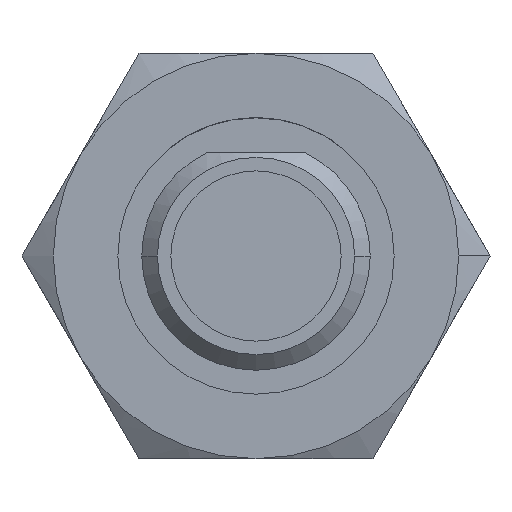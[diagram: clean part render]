
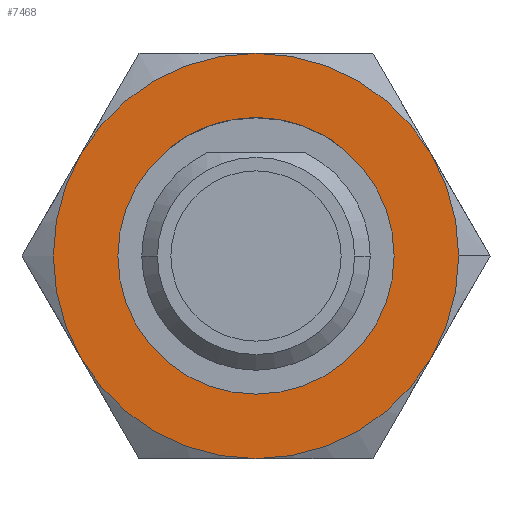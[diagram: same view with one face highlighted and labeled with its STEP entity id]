
A CAD part, left-side view. The second image highlights one B-rep face of the part: STEP entity #7468.
In plain terms, the highlighted planar face has unit normal (-1, 0, 0).
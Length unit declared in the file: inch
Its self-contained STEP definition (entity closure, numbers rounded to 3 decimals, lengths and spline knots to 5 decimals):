
#18 = DIRECTION ( 'NONE',  ( 0., 0., 1. ) ) ;
#28 = CIRCLE ( 'NONE', #6818, 0.21654 ) ;
#76 = VERTEX_POINT ( 'NONE', #124 ) ;
#124 = CARTESIAN_POINT ( 'NONE',  ( 0.44488, 0., -0.21654 ) ) ;
#172 = CIRCLE ( 'NONE', #3817, 0.14764 ) ;
#191 = AXIS2_PLACEMENT_3D ( 'NONE', #3435, #6038, #5406 ) ;
#322 = AXIS2_PLACEMENT_3D ( 'NONE', #6181, #8140, #6437 ) ;
#397 = CARTESIAN_POINT ( 'NONE',  ( 0.44488, 0.18753, -0.10827 ) ) ;
#498 = CARTESIAN_POINT ( 'NONE',  ( 0.44488, 0., 0. ) ) ;
#660 = CARTESIAN_POINT ( 'NONE',  ( 0.44488, 0., 0. ) ) ;
#662 = FACE_OUTER_BOUND ( 'NONE', #6789, .T. ) ;
#664 = CARTESIAN_POINT ( 'NONE',  ( 0.44488, -0.14764, 0. ) ) ;
#668 = EDGE_CURVE ( 'NONE', #8322, #4329, #4428, .T. ) ;
#707 = CARTESIAN_POINT ( 'NONE',  ( 0.44488, 0., 0.21654 ) ) ;
#738 = EDGE_CURVE ( 'NONE', #3836, #8205, #5525, .T. ) ;
#752 = CARTESIAN_POINT ( 'NONE',  ( 0.44488, -0.18753, -0.10827 ) ) ;
#870 = ORIENTED_EDGE ( 'NONE', *, *, #6790, .T. ) ;
#1339 = DIRECTION ( 'NONE',  ( 0., 0., 1. ) ) ;
#1356 = ORIENTED_EDGE ( 'NONE', *, *, #6555, .T. ) ;
#1373 = AXIS2_PLACEMENT_3D ( 'NONE', #498, #1595, #4952 ) ;
#1595 = DIRECTION ( 'NONE',  ( -1., 0., 0. ) ) ;
#1686 = EDGE_LOOP ( 'NONE', ( #870, #4925 ) ) ;
#1893 = DIRECTION ( 'NONE',  ( -1., 0., 0. ) ) ;
#2114 = DIRECTION ( 'NONE',  ( -1., 0., 0. ) ) ;
#2308 = VERTEX_POINT ( 'NONE', #2835 ) ;
#2421 = DIRECTION ( 'NONE',  ( 1., 0., 0. ) ) ;
#2835 = CARTESIAN_POINT ( 'NONE',  ( 0.44488, -0.18753, 0.10827 ) ) ;
#3209 = ORIENTED_EDGE ( 'NONE', *, *, #4306, .T. ) ;
#3240 = CARTESIAN_POINT ( 'NONE',  ( 0.44488, 0., 0. ) ) ;
#3357 = DIRECTION ( 'NONE',  ( 0., 0., -1. ) ) ;
#3435 = CARTESIAN_POINT ( 'NONE',  ( 0.44488, 0., 0. ) ) ;
#3611 = CARTESIAN_POINT ( 'NONE',  ( 0.44488, 0., 0. ) ) ;
#3709 = CARTESIAN_POINT ( 'NONE',  ( 0.44488, 0.18753, 0.10827 ) ) ;
#3765 = AXIS2_PLACEMENT_3D ( 'NONE', #3240, #5847, #1339 ) ;
#3817 = AXIS2_PLACEMENT_3D ( 'NONE', #8291, #2421, #7744 ) ;
#3836 = VERTEX_POINT ( 'NONE', #4669 ) ;
#4107 = DIRECTION ( 'NONE',  ( 0., 0.866, -0.5 ) ) ;
#4120 = CIRCLE ( 'NONE', #322, 0.21654 ) ;
#4306 = EDGE_CURVE ( 'NONE', #76, #8374, #5350, .T. ) ;
#4329 = VERTEX_POINT ( 'NONE', #3709 ) ;
#4358 = CIRCLE ( 'NONE', #1373, 0.21654 ) ;
#4428 = CIRCLE ( 'NONE', #6332, 0.21654 ) ;
#4663 = CARTESIAN_POINT ( 'NONE',  ( 0.44488, 0., 0. ) ) ;
#4669 = CARTESIAN_POINT ( 'NONE',  ( 0.44488, 0.14764, 0. ) ) ;
#4703 = AXIS2_PLACEMENT_3D ( 'NONE', #3611, #5588, #5753 ) ;
#4809 = ORIENTED_EDGE ( 'NONE', *, *, #4870, .T. ) ;
#4870 = EDGE_CURVE ( 'NONE', #8374, #5630, #6574, .T. ) ;
#4925 = ORIENTED_EDGE ( 'NONE', *, *, #738, .F. ) ;
#4952 = DIRECTION ( 'NONE',  ( 0., -0.866, 0.5 ) ) ;
#5040 = CIRCLE ( 'NONE', #6401, 0.21654 ) ;
#5197 = CARTESIAN_POINT ( 'NONE',  ( 0.44488, 0., 0. ) ) ;
#5335 = CARTESIAN_POINT ( 'NONE',  ( 0.44488, -0.21654, 0. ) ) ;
#5350 = CIRCLE ( 'NONE', #6839, 0.21654 ) ;
#5406 = DIRECTION ( 'NONE',  ( 0., -0.866, -0.5 ) ) ;
#5490 = EDGE_CURVE ( 'NONE', #4329, #6376, #4120, .T. ) ;
#5525 = CIRCLE ( 'NONE', #4703, 0.14764 ) ;
#5588 = DIRECTION ( 'NONE',  ( -1., 0., 0. ) ) ;
#5630 = VERTEX_POINT ( 'NONE', #5335 ) ;
#5753 = DIRECTION ( 'NONE',  ( 0., 1., 0. ) ) ;
#5846 = DIRECTION ( 'NONE',  ( -1., 0., 0. ) ) ;
#5847 = DIRECTION ( 'NONE',  ( -1., 0., 0. ) ) ;
#5907 = EDGE_CURVE ( 'NONE', #6376, #76, #5040, .T. ) ;
#6038 = DIRECTION ( 'NONE',  ( -1., 0., 0. ) ) ;
#6114 = EDGE_CURVE ( 'NONE', #2308, #8322, #4358, .T. ) ;
#6181 = CARTESIAN_POINT ( 'NONE',  ( 0.44488, 0., 0. ) ) ;
#6332 = AXIS2_PLACEMENT_3D ( 'NONE', #660, #5846, #18 ) ;
#6376 = VERTEX_POINT ( 'NONE', #397 ) ;
#6401 = AXIS2_PLACEMENT_3D ( 'NONE', #4663, #2114, #4107 ) ;
#6437 = DIRECTION ( 'NONE',  ( 0., 0.866, 0.5 ) ) ;
#6555 = EDGE_CURVE ( 'NONE', #5630, #2308, #28, .T. ) ;
#6574 = CIRCLE ( 'NONE', #191, 0.21654 ) ;
#6733 = ORIENTED_EDGE ( 'NONE', *, *, #6114, .T. ) ;
#6789 = EDGE_LOOP ( 'NONE', ( #6733, #6928, #7857, #7749, #3209, #4809, #1356 ) ) ;
#6790 = EDGE_CURVE ( 'NONE', #3836, #8205, #172, .T. ) ;
#6818 = AXIS2_PLACEMENT_3D ( 'NONE', #5197, #7708, #7070 ) ;
#6839 = AXIS2_PLACEMENT_3D ( 'NONE', #6949, #1893, #3357 ) ;
#6928 = ORIENTED_EDGE ( 'NONE', *, *, #668, .T. ) ;
#6949 = CARTESIAN_POINT ( 'NONE',  ( 0.44488, 0., 0. ) ) ;
#7070 = DIRECTION ( 'NONE',  ( 0., -0.866, -0.5 ) ) ;
#7127 = PLANE ( 'NONE',  #3765 ) ;
#7468 = ADVANCED_FACE ( 'NONE', ( #7763, #662 ), #7127, .T. ) ;
#7708 = DIRECTION ( 'NONE',  ( -1., 0., 0. ) ) ;
#7744 = DIRECTION ( 'NONE',  ( 0., 1., 0. ) ) ;
#7749 = ORIENTED_EDGE ( 'NONE', *, *, #5907, .T. ) ;
#7763 = FACE_BOUND ( 'NONE', #1686, .T. ) ;
#7857 = ORIENTED_EDGE ( 'NONE', *, *, #5490, .T. ) ;
#8140 = DIRECTION ( 'NONE',  ( -1., 0., 0. ) ) ;
#8205 = VERTEX_POINT ( 'NONE', #664 ) ;
#8291 = CARTESIAN_POINT ( 'NONE',  ( 0.44488, 0., 0. ) ) ;
#8322 = VERTEX_POINT ( 'NONE', #707 ) ;
#8374 = VERTEX_POINT ( 'NONE', #752 ) ;
